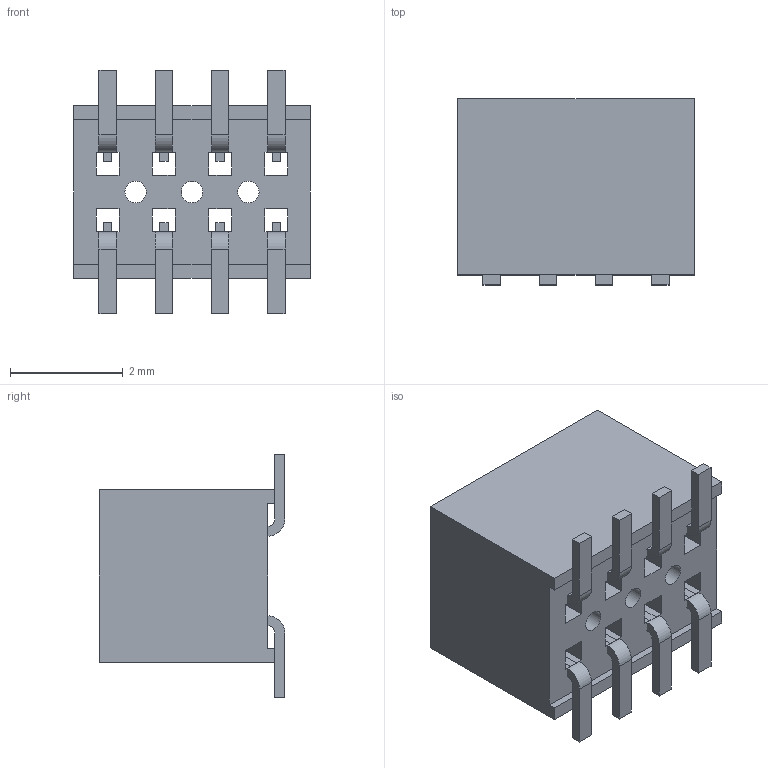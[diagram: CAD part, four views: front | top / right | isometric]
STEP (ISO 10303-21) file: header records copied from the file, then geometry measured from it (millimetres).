
FILE_DESCRIPTION( ( 'STEP AP203' ), '1' );
FILE_NAME( 'MLE-104-01-G-DV.stp', '2022-02-25T20:00:29', ( 'License CC BY-ND 4.0' ), ( 'CADENAS' ), ' ', 'PARTsolutions', ' ' );
FILE_SCHEMA( ( 'CONFIG_CONTROL_DESIGN' ) );
Length unit declared in the file: inch
Products named in the file (3): MLE-104-01-G-DV; _MLE-104-01-DV_socket; _C-99-01-04
Assembly tree (2 placements, depth 2):
  MLE-104-01-G-DV
    _MLE-104-01-DV_socket
    _C-99-01-04
Bounding box: 4.2 x 3.3 x 4.32 mm (x, y, z)
Volume: 42.8 mm3; surface area: 193 mm2
Topology: 2 solids, 2 shells, 214 faces, 620 edges, 410 vertices
Faces by surface type: plane 192, cylinder 22
Full cylindrical faces by diameter (mm): 0.381 x3, 0.508 x3
Entity records: 7040 total; most frequent: CARTESIAN_POINT 1229, ORIENTED_EDGE 1216, DIRECTION 1086, EDGE_CURVE 608, LINE 564, VECTOR 564, VERTEX_POINT 404, EDGE_LOOP 264
